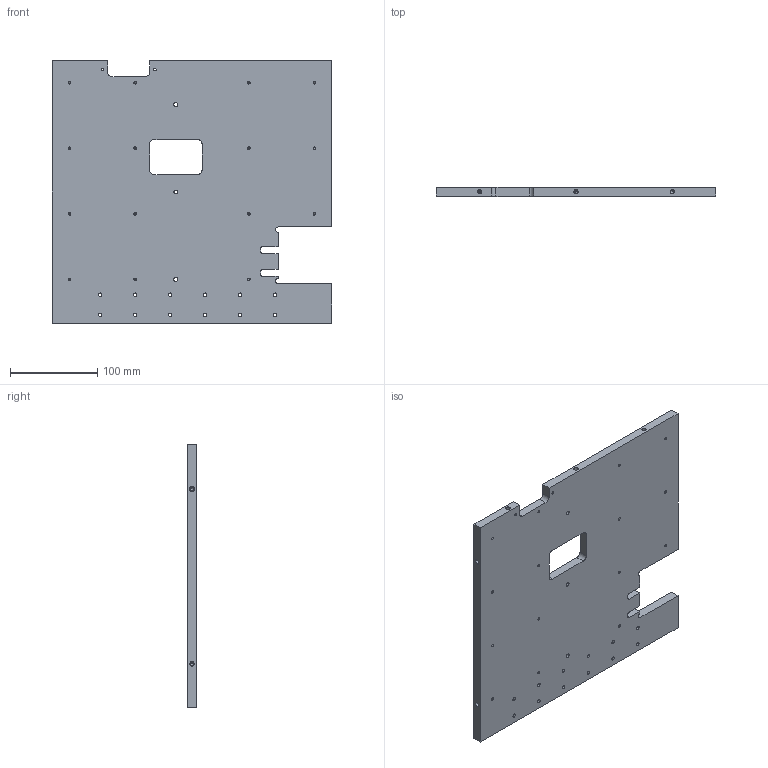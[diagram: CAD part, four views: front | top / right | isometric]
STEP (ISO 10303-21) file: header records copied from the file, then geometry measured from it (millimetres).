
FILE_DESCRIPTION (( 'STEP AP203' ), '1' );
FILE_NAME ('13-018207.step', '2022-02-21T15:49:31', ( '' ), ( '' ), 'SwSTEP 2.0', 'SolidWorks 2021', '' );
FILE_SCHEMA (( 'CONFIG_CONTROL_DESIGN' ));
Length unit declared in the file: millimetre
Products named in the file (1): 13-018207
Bounding box: 320 x 10 x 300 mm (x, y, z)
Volume: 878511.2 mm3; surface area: 198481.7 mm2
Topology: 1 solids, 1 shells, 267 faces, 652 edges, 390 vertices
Faces by surface type: cylinder 156, cone 56, plane 55
Entity records: 7699 total; most frequent: DIRECTION 1452, CARTESIAN_POINT 1258, ORIENTED_EDGE 1200, EDGE_CURVE 600, AXIS2_PLACEMENT_3D 584, VERTEX_POINT 390, EDGE_LOOP 358, CIRCLE 316
